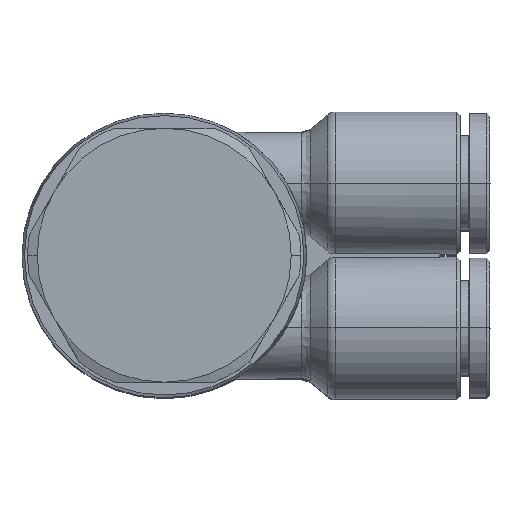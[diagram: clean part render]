
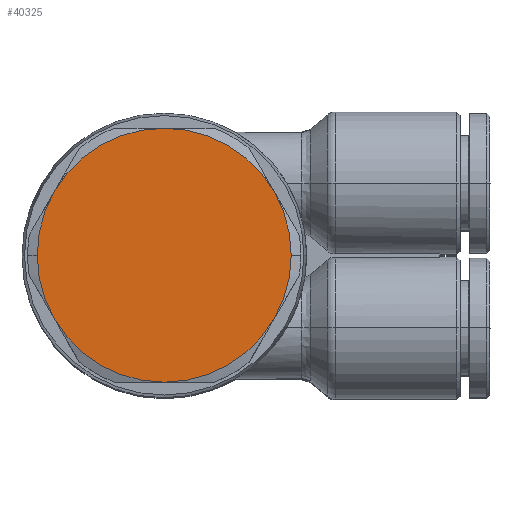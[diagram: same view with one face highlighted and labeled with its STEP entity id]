
A CAD part, top view. The second image highlights one B-rep face of the part: STEP entity #40325.
In plain terms, the highlighted planar face has unit normal (0, 0, 1).
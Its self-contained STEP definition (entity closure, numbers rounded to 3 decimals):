
#3215=CARTESIAN_POINT('',(12.7,5.7,14.5));
#3216=VERTEX_POINT('',#3215);
#3225=CARTESIAN_POINT('',(11.36,0.7,14.5));
#3226=VERTEX_POINT('',#3225);
#3227=CARTESIAN_POINT('',(2.7,5.7,14.5));
#3228=DIRECTION('',(0.0,0.0,1.0));
#3229=DIRECTION('',(-1.0,0.0,0.0));
#3230=AXIS2_PLACEMENT_3D('',#3227,#3228,#3229);
#3231=CIRCLE('',#3230,10.);
#3232=EDGE_CURVE('',#3226,#3216,#3231,.T.);
#3266=CARTESIAN_POINT('',(-7.3,5.7,14.5));
#3267=VERTEX_POINT('',#3266);
#3283=CARTESIAN_POINT('',(-5.96,0.7,14.5));
#3284=VERTEX_POINT('',#3283);
#3298=CARTESIAN_POINT('',(2.7,5.7,14.5));
#3299=DIRECTION('',(0.0,0.0,1.0));
#3300=DIRECTION('',(-1.0,0.0,0.0));
#3301=AXIS2_PLACEMENT_3D('',#3298,#3299,#3300);
#3302=CIRCLE('',#3301,10.);
#3303=EDGE_CURVE('',#3267,#3284,#3302,.T.);
#39888=CARTESIAN_POINT('',(11.36,10.7,14.5));
#39889=VERTEX_POINT('',#39888);
#39962=CARTESIAN_POINT('',(2.7,-4.3,14.5));
#39963=VERTEX_POINT('',#39962);
#40006=CARTESIAN_POINT('',(-5.96,10.7,14.5));
#40007=VERTEX_POINT('',#40006);
#40008=CARTESIAN_POINT('',(2.7,5.7,14.5));
#40009=DIRECTION('',(0.0,0.0,1.0));
#40010=DIRECTION('',(-1.0,0.0,0.0));
#40011=AXIS2_PLACEMENT_3D('',#40008,#40009,#40010);
#40012=CIRCLE('',#40011,10.);
#40013=EDGE_CURVE('',#40007,#3267,#40012,.T.);
#40081=CARTESIAN_POINT('',(2.7,15.7,14.5));
#40082=VERTEX_POINT('',#40081);
#40083=CARTESIAN_POINT('',(2.7,5.7,14.5));
#40084=DIRECTION('',(0.0,0.0,1.0));
#40085=DIRECTION('',(-1.0,0.0,0.0));
#40086=AXIS2_PLACEMENT_3D('',#40083,#40084,#40085);
#40087=CIRCLE('',#40086,10.);
#40088=EDGE_CURVE('',#40082,#40007,#40087,.T.);
#40125=CARTESIAN_POINT('',(2.7,5.7,14.5));
#40126=DIRECTION('',(0.0,0.0,1.0));
#40127=DIRECTION('',(-1.0,0.0,0.0));
#40128=AXIS2_PLACEMENT_3D('',#40125,#40126,#40127);
#40129=CIRCLE('',#40128,10.);
#40130=EDGE_CURVE('',#39889,#40082,#40129,.T.);
#40144=CARTESIAN_POINT('',(2.7,5.7,14.5));
#40145=DIRECTION('',(0.0,0.0,1.0));
#40146=DIRECTION('',(-1.0,0.0,0.0));
#40147=AXIS2_PLACEMENT_3D('',#40144,#40145,#40146);
#40148=CIRCLE('',#40147,10.);
#40149=EDGE_CURVE('',#3216,#39889,#40148,.T.);
#40161=CARTESIAN_POINT('',(2.7,5.7,14.5));
#40162=DIRECTION('',(0.0,0.0,1.0));
#40163=DIRECTION('',(-1.0,0.0,0.0));
#40164=AXIS2_PLACEMENT_3D('',#40161,#40162,#40163);
#40165=CIRCLE('',#40164,10.);
#40166=EDGE_CURVE('',#39963,#3226,#40165,.T.);
#40179=CARTESIAN_POINT('',(2.7,5.7,14.5));
#40180=DIRECTION('',(0.0,0.0,1.0));
#40181=DIRECTION('',(-1.0,0.0,0.0));
#40182=AXIS2_PLACEMENT_3D('',#40179,#40180,#40181);
#40183=CIRCLE('',#40182,10.);
#40184=EDGE_CURVE('',#3284,#39963,#40183,.T.);
#40310=CARTESIAN_POINT('',(-1.85,5.7,14.5));
#40311=DIRECTION('',(0.0,0.0,1.0));
#40312=DIRECTION('',(-1.0,0.0,0.0));
#40313=AXIS2_PLACEMENT_3D('',#40310,#40311,#40312);
#40314=PLANE('',#40313);
#40315=ORIENTED_EDGE('',*,*,#40184,.T.);
#40316=ORIENTED_EDGE('',*,*,#40166,.T.);
#40317=ORIENTED_EDGE('',*,*,#3232,.T.);
#40318=ORIENTED_EDGE('',*,*,#40149,.T.);
#40319=ORIENTED_EDGE('',*,*,#40130,.T.);
#40320=ORIENTED_EDGE('',*,*,#40088,.T.);
#40321=ORIENTED_EDGE('',*,*,#40013,.T.);
#40322=ORIENTED_EDGE('',*,*,#3303,.T.);
#40323=EDGE_LOOP('',(#40315,#40316,#40317,#40318,#40319,#40320,#40321,#40322));
#40324=FACE_OUTER_BOUND('',#40323,.T.);
#40325=ADVANCED_FACE('',(#40324),#40314,.T.);
